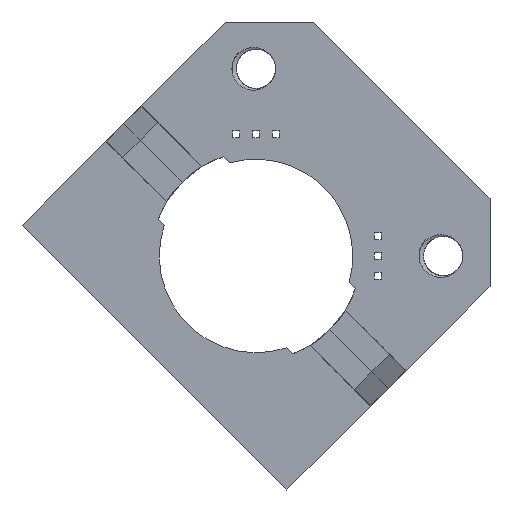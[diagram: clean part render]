
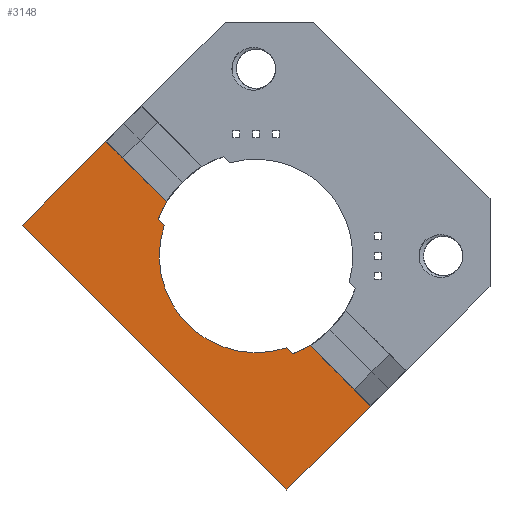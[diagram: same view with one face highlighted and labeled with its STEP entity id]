
A CAD part, front view. The second image highlights one B-rep face of the part: STEP entity #3148.
In plain terms, the highlighted planar face has unit normal (0, -1, 0).
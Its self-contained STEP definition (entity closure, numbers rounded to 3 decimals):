
#106=PLANE('',#3347);
#278=FACE_OUTER_BOUND('',#464,.T.);
#464=EDGE_LOOP('',(#2859,#2860,#2861,#2862,#2863,#2864,#2865,#2866,#2867,
#2868));
#520=CIRCLE('',#3346,6.7);
#521=CIRCLE('',#3348,6.7);
#522=CIRCLE('',#3349,6.2);
#905=LINE('',#9744,#1161);
#911=LINE('',#10359,#1167);
#916=LINE('',#10371,#1172);
#933=LINE('',#10418,#1189);
#934=LINE('',#10421,#1190);
#935=LINE('',#10423,#1191);
#936=LINE('',#10424,#1192);
#1161=VECTOR('',#3918,10.);
#1167=VECTOR('',#3928,10.);
#1172=VECTOR('',#3941,10.);
#1189=VECTOR('',#3984,10.);
#1190=VECTOR('',#3987,10.);
#1191=VECTOR('',#3988,10.);
#1192=VECTOR('',#3989,10.);
#1481=VERTEX_POINT('',#9741);
#1482=VERTEX_POINT('',#9743);
#1487=VERTEX_POINT('',#10356);
#1488=VERTEX_POINT('',#10358);
#1491=VERTEX_POINT('',#10370);
#1506=VERTEX_POINT('',#10410);
#1507=VERTEX_POINT('',#10415);
#1508=VERTEX_POINT('',#10417);
#1509=VERTEX_POINT('',#10419);
#1510=VERTEX_POINT('',#10422);
#1925=EDGE_CURVE('',#1482,#1481,#905,.T.);
#1939=EDGE_CURVE('',#1488,#1487,#911,.T.);
#1944=EDGE_CURVE('',#1491,#1488,#916,.T.);
#1964=EDGE_CURVE('',#1506,#1482,#520,.T.);
#1967=EDGE_CURVE('',#1487,#1507,#521,.T.);
#1968=EDGE_CURVE('',#1507,#1508,#933,.T.);
#1969=EDGE_CURVE('',#1508,#1509,#522,.T.);
#1970=EDGE_CURVE('',#1509,#1506,#934,.T.);
#1971=EDGE_CURVE('',#1481,#1510,#935,.T.);
#1972=EDGE_CURVE('',#1510,#1491,#936,.T.);
#2859=ORIENTED_EDGE('',*,*,#1939,.T.);
#2860=ORIENTED_EDGE('',*,*,#1967,.T.);
#2861=ORIENTED_EDGE('',*,*,#1968,.T.);
#2862=ORIENTED_EDGE('',*,*,#1969,.T.);
#2863=ORIENTED_EDGE('',*,*,#1970,.T.);
#2864=ORIENTED_EDGE('',*,*,#1964,.T.);
#2865=ORIENTED_EDGE('',*,*,#1925,.T.);
#2866=ORIENTED_EDGE('',*,*,#1971,.T.);
#2867=ORIENTED_EDGE('',*,*,#1972,.T.);
#2868=ORIENTED_EDGE('',*,*,#1944,.T.);
#3148=ADVANCED_FACE('',(#278),#106,.F.);
#3346=AXIS2_PLACEMENT_3D('',#10411,#3976,#3977);
#3347=AXIS2_PLACEMENT_3D('',#10414,#3980,#3981);
#3348=AXIS2_PLACEMENT_3D('',#10416,#3982,#3983);
#3349=AXIS2_PLACEMENT_3D('',#10420,#3985,#3986);
#3918=DIRECTION('',(-0.707,0.,0.707));
#3928=DIRECTION('',(-0.707,0.,0.707));
#3941=DIRECTION('',(0.707,0.,0.707));
#3976=DIRECTION('center_axis',(0.,1.,0.));
#3977=DIRECTION('ref_axis',(1.,0.,0.));
#3980=DIRECTION('center_axis',(0.,1.,0.));
#3981=DIRECTION('ref_axis',(1.,0.,0.));
#3982=DIRECTION('center_axis',(0.,1.,0.));
#3983=DIRECTION('ref_axis',(1.,0.,0.));
#3984=DIRECTION('',(-0.707,0.,0.707));
#3985=DIRECTION('center_axis',(0.,1.,0.));
#3986=DIRECTION('ref_axis',(1.,0.,0.));
#3987=DIRECTION('',(-0.707,0.,0.707));
#3988=DIRECTION('',(-0.707,0.,-0.707));
#3989=DIRECTION('',(0.707,0.,-0.707));
#9741=CARTESIAN_POINT('',(-9.617,-4.,7.354));
#9743=CARTESIAN_POINT('',(-5.732,-4.,3.469));
#9744=CARTESIAN_POINT('',(-5.374,-4.,3.111));
#10356=CARTESIAN_POINT('',(3.469,-4.,-5.732));
#10358=CARTESIAN_POINT('',(7.354,-4.,-9.617));
#10359=CARTESIAN_POINT('',(1.169,-4.,-3.432));
#10370=CARTESIAN_POINT('',(1.971,-4.,-15.));
#10371=CARTESIAN_POINT('',(6.515,-4.,-10.456));
#10410=CARTESIAN_POINT('',(-6.279,-4.,2.338));
#10411=CARTESIAN_POINT('Origin',(0.,-4.,0.));
#10414=CARTESIAN_POINT('Origin',(-3.257,-4.,-3.257));
#10415=CARTESIAN_POINT('',(2.338,-4.,-6.279));
#10416=CARTESIAN_POINT('Origin',(0.,-4.,0.));
#10417=CARTESIAN_POINT('',(1.946,-4.,-5.887));
#10418=CARTESIAN_POINT('',(-15.,-4.,11.059));
#10419=CARTESIAN_POINT('',(-5.887,-4.,1.946));
#10420=CARTESIAN_POINT('Origin',(0.,-4.,0.));
#10421=CARTESIAN_POINT('',(-15.,-4.,11.059));
#10422=CARTESIAN_POINT('',(-15.,-4.,1.971));
#10423=CARTESIAN_POINT('',(-10.082,-4.,6.889));
#10424=CARTESIAN_POINT('',(1.971,-4.,-15.));
